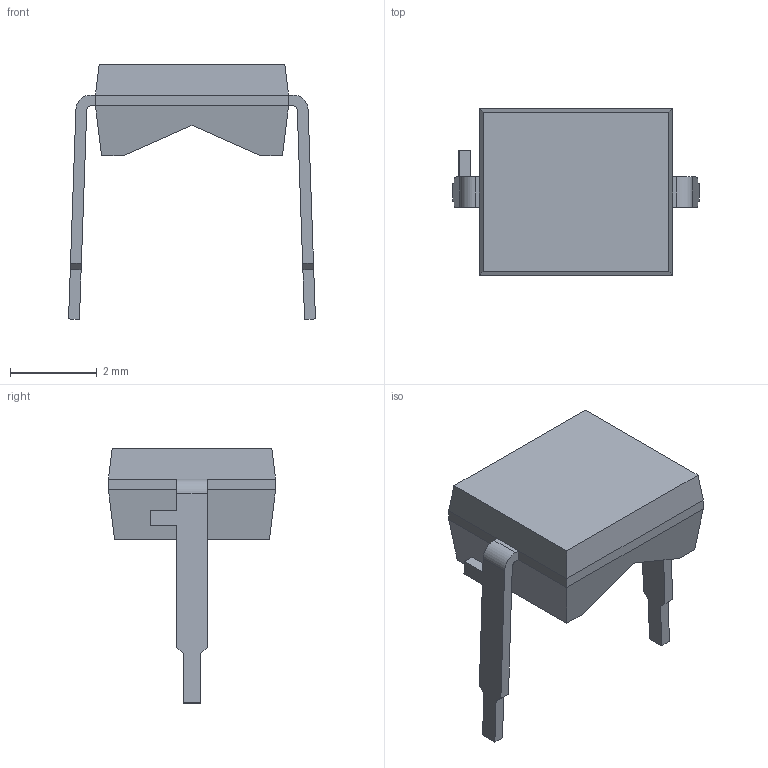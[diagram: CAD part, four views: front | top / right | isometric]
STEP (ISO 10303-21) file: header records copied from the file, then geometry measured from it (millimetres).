
FILE_DESCRIPTION(('FreeCAD Model'),'2;1');
FILE_NAME('BPW_34_20180209_geometry.step', '2020-01-17T17:19:05',('kicad StepUp'),('ksu MCAD'), 'Open CASCADE STEP processor 7.3','FreeCAD','Unknown');
FILE_SCHEMA(('AUTOMOTIVE_DESIGN { 1 0 10303 214 1 1 1 1 }'));
Length unit declared in the file: millimetre
Products named in the file (1): BPW_34_20180209_geometry
Bounding box: 5.69 x 3.85 x 5.87 mm (x, y, z)
Volume: 31.9 mm3; surface area: 83.1 mm2
Topology: 1 solids, 1 shells, 49 faces, 125 edges, 78 vertices
Faces by surface type: plane 45, cylinder 4
Entity records: 1795 total; most frequent: CARTESIAN_POINT 253, ORIENTED_EDGE 250, DIRECTION 233, EDGE_CURVE 125, LINE 117, VECTOR 117, VERTEX_POINT 78, AXIS2_PLACEMENT_3D 58
